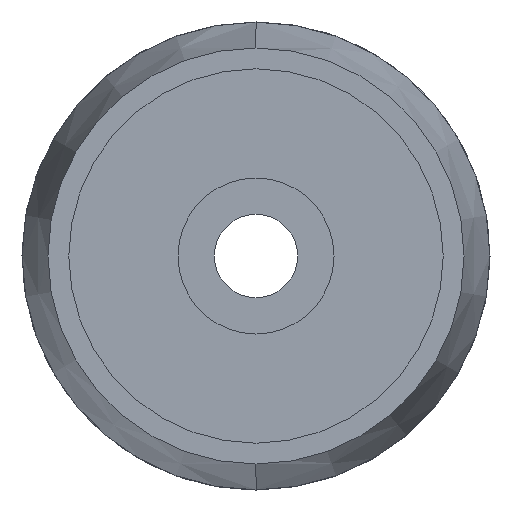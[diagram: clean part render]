
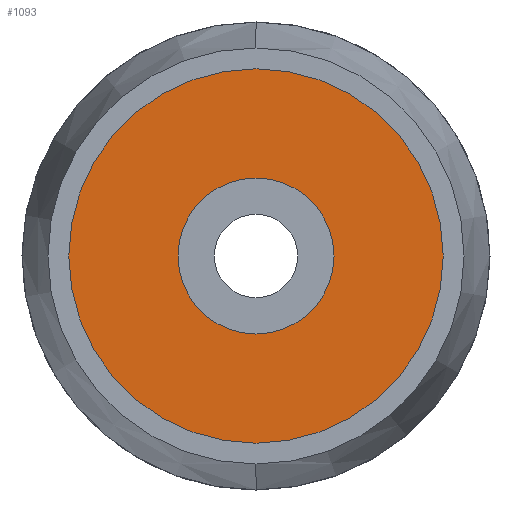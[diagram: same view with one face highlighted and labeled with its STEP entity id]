
A CAD part, left-side view. The second image highlights one B-rep face of the part: STEP entity #1093.
In plain terms, the highlighted planar face has unit normal (-1, 0, 0).
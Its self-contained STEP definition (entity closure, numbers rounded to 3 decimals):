
#1065 = EDGE_CURVE('',#1066,#1068,#1070,.T.);
#1066 = VERTEX_POINT('',#1067);
#1067 = CARTESIAN_POINT('',(68.,0.,-36.));
#1068 = VERTEX_POINT('',#1069);
#1069 = CARTESIAN_POINT('',(68.,0.,36.));
#1070 = CIRCLE('',#1071,36.);
#1071 = AXIS2_PLACEMENT_3D('',#1072,#1073,#1074);
#1072 = CARTESIAN_POINT('',(68.,0.,0.));
#1073 = DIRECTION('',(-1.,0.,0.));
#1074 = DIRECTION('',(0.,0.,1.));
#1093 = ADVANCED_FACE('',(#1094,#1114),#1124,.F.);
#1094 = FACE_BOUND('',#1095,.F.);
#1095 = EDGE_LOOP('',(#1096,#1107));
#1096 = ORIENTED_EDGE('',*,*,#1097,.T.);
#1097 = EDGE_CURVE('',#1098,#1100,#1102,.T.);
#1098 = VERTEX_POINT('',#1099);
#1099 = CARTESIAN_POINT('',(68.,0.,15.));
#1100 = VERTEX_POINT('',#1101);
#1101 = CARTESIAN_POINT('',(68.,0.,-15.));
#1102 = CIRCLE('',#1103,15.);
#1103 = AXIS2_PLACEMENT_3D('',#1104,#1105,#1106);
#1104 = CARTESIAN_POINT('',(68.,0.,0.));
#1105 = DIRECTION('',(-1.,0.,0.));
#1106 = DIRECTION('',(0.,0.,1.));
#1107 = ORIENTED_EDGE('',*,*,#1108,.T.);
#1108 = EDGE_CURVE('',#1100,#1098,#1109,.T.);
#1109 = CIRCLE('',#1110,15.);
#1110 = AXIS2_PLACEMENT_3D('',#1111,#1112,#1113);
#1111 = CARTESIAN_POINT('',(68.,0.,0.));
#1112 = DIRECTION('',(-1.,0.,0.));
#1113 = DIRECTION('',(0.,0.,1.));
#1114 = FACE_BOUND('',#1115,.F.);
#1115 = EDGE_LOOP('',(#1116,#1117));
#1116 = ORIENTED_EDGE('',*,*,#1065,.F.);
#1117 = ORIENTED_EDGE('',*,*,#1118,.F.);
#1118 = EDGE_CURVE('',#1068,#1066,#1119,.T.);
#1119 = CIRCLE('',#1120,36.);
#1120 = AXIS2_PLACEMENT_3D('',#1121,#1122,#1123);
#1121 = CARTESIAN_POINT('',(68.,0.,0.));
#1122 = DIRECTION('',(-1.,0.,0.));
#1123 = DIRECTION('',(0.,0.,1.));
#1124 = PLANE('',#1125);
#1125 = AXIS2_PLACEMENT_3D('',#1126,#1127,#1128);
#1126 = CARTESIAN_POINT('',(68.,0.,0.));
#1127 = DIRECTION('',(1.,0.,0.));
#1128 = DIRECTION('',(0.,0.,-1.));
